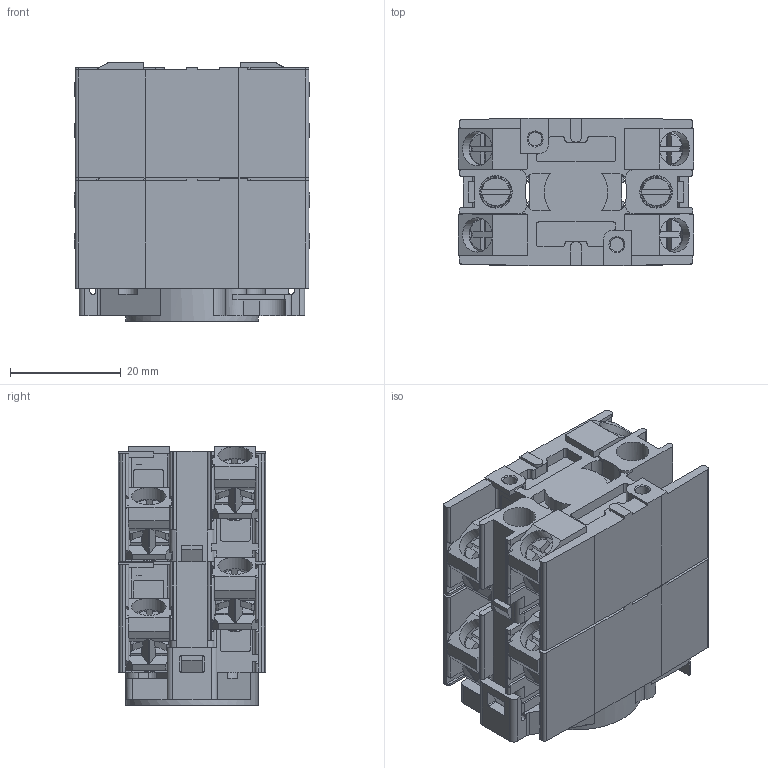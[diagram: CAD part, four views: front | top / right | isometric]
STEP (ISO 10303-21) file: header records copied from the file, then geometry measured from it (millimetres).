
FILE_DESCRIPTION(/* description */ (''),/* implementation_level */ '2;1');
FILE_NAME(/* name */ 'ETR2_ipt.stp',/* time_stamp */ '2015-12-18T08:54:25+01:00',/* author */ ('thagel'),/* organization */ (''),/* preprocessor_version */ 'ST-DEVELOPER v15.2',/* originating_system */ 'Autodesk Inventor 2014',/* authorisation */ '');
FILE_SCHEMA (('AUTOMOTIVE_DESIGN { 1 0 10303 214 3 1 1 }'));
Products named in the file (1): 3D-Zeichnungen vereinfacht für Kunden
Bounding box: 42.63 x 26.65 x 46.75 mm (x, y, z)
Volume: 32868.5 mm3; surface area: 26621.1 mm2
Topology: 5 solids, 25 shells, 2128 faces, 6101 edges, 3968 vertices
Faces by surface type: plane 1500, cylinder 504, cone 52, bspline 45, torus 23, sphere 4
Full cylindrical faces by diameter (mm): 2.3 x2, 2.5 x2, 2.729 x2, 2.85 x8, 3 x2, 3.3 x2, 3.5 x8, 4 x8, 5.2 x2, 5.9 x4, 6.2 x8, 8.65 x1, 21.2 x1, 22.55 x1, 23.95 x1
Entity records: 85351 total; most frequent: CARTESIAN_POINT 29949, ORIENTED_EDGE 11962, DIRECTION 11085, EDGE_CURVE 5964, LINE 4159, VECTOR 4159, VERTEX_POINT 3908, AXIS2_PLACEMENT_3D 3463
